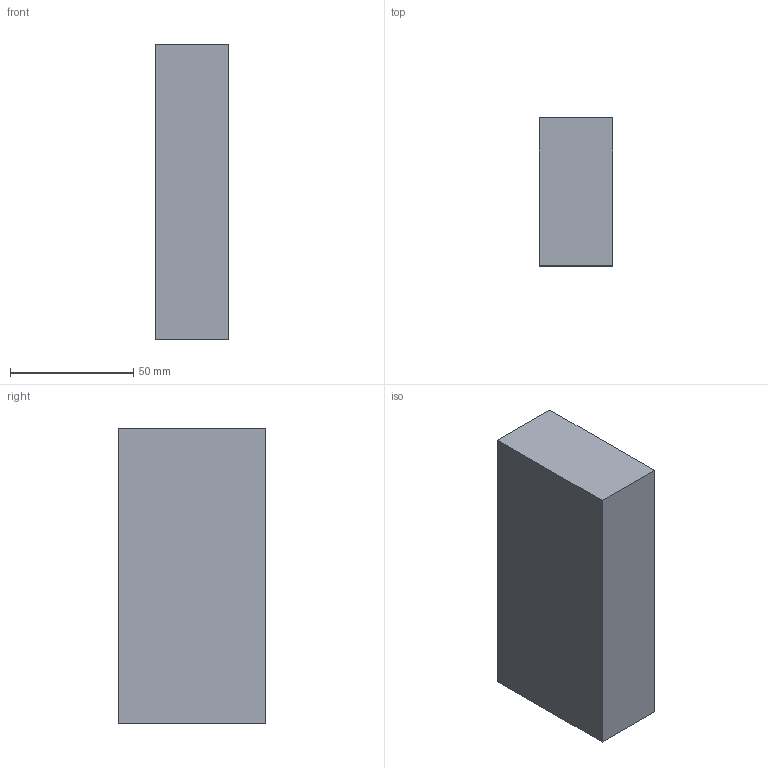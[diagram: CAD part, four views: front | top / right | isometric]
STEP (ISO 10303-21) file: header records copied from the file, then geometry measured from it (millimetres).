
FILE_DESCRIPTION(/* description */ (''),/* implementation_level */ '2;1');
FILE_NAME(/* name */ '创新源文件.prt.stp',/* time_stamp */ '2019-05-31T16:31:00+08:00',/* author */ (''),/* organization */ (''),/* preprocessor_version */ 'ST-DEVELOPER v16',/* originating_system */ 'SIEMENS PLM Software NX 10.0',/* authorisation */ '');
FILE_SCHEMA (('CONFIG_CONTROL_DESIGN'));
Length unit declared in the file: millimetre
Products named in the file (1): 创新源文件
Bounding box: 30 x 60 x 120 mm (x, y, z)
Surface area: 33663 mm2
Topology: 3 solids, 3 shells, 129 faces, 295 edges, 161 vertices
Faces by surface type: cylinder 60, plane 30, bspline 12, sphere 11, torus 8, cone 8
Full cylindrical faces by diameter (mm): 3.3 x4
Entity records: 3690 total; most frequent: CARTESIAN_POINT 807, DIRECTION 636, ORIENTED_EDGE 536, EDGE_CURVE 268, AXIS2_PLACEMENT_3D 254, VERTEX_POINT 157, EDGE_LOOP 149, ADVANCED_FACE 129
